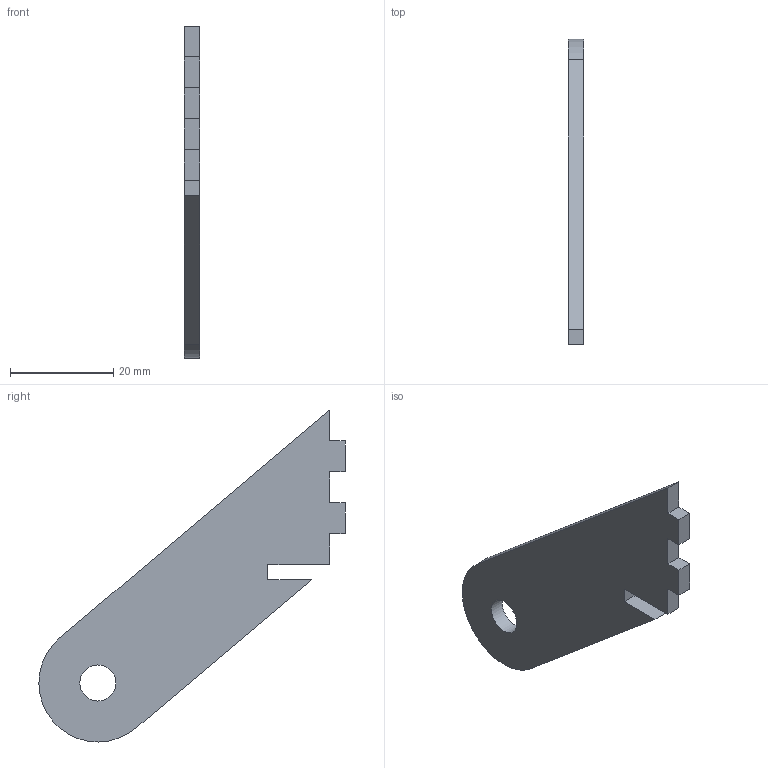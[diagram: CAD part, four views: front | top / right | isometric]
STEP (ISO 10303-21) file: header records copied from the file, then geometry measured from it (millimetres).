
FILE_DESCRIPTION(/* description */ (''),/* implementation_level */ '2;1');
FILE_NAME(/* name */ 'WeaponStandoffMotorV1.ipt.step',/* time_stamp */ '2024-02-27T11:30:09-06:00',/* author */ ('smz3rm'),/* organization */ (''),/* preprocessor_version */ 'ST-DEVELOPER v18',/* originating_system */ 'Autodesk Inventor 2020',/* authorisation */ '');
FILE_SCHEMA (('AUTOMOTIVE_DESIGN { 1 0 10303 214 3 1 1 }'));
Length unit declared in the file: millimetre
Products named in the file (1): WeaponStandoffMotorV1
Bounding box: 3 x 59.46 x 64.46 mm (x, y, z)
Volume: 4569.5 mm3; surface area: 3756.1 mm2
Topology: 1 solids, 1 shells, 18 faces, 49 edges, 33 vertices
Faces by surface type: plane 16, cylinder 2
Full cylindrical faces by diameter (mm): 7 x1
Entity records: 611 total; most frequent: CARTESIAN_POINT 101, ORIENTED_EDGE 98, DIRECTION 92, EDGE_CURVE 49, LINE 44, VECTOR 44, VERTEX_POINT 33, AXIS2_PLACEMENT_3D 24
